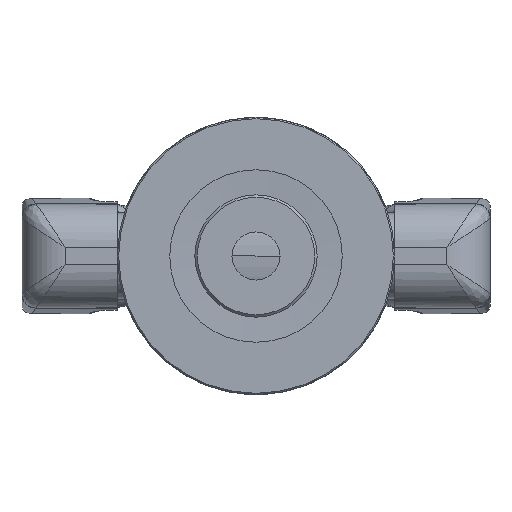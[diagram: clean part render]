
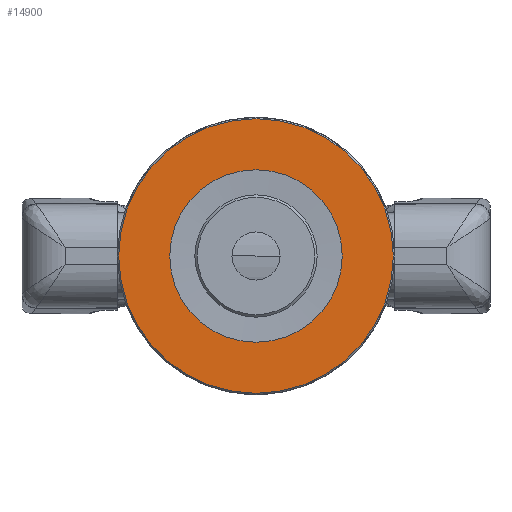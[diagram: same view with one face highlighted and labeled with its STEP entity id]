
A CAD part, front view. The second image highlights one B-rep face of the part: STEP entity #14900.
In plain terms, the highlighted face is planar.
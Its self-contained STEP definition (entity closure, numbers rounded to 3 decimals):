
#120=FACE_BOUND('',#4389,.T.);
#2784=PLANE('',#15957);
#3461=FACE_OUTER_BOUND('',#4388,.T.);
#4388=EDGE_LOOP('',(#12516));
#4389=EDGE_LOOP('',(#12517));
#5016=CIRCLE('',#15954,22.3);
#5018=CIRCLE('',#15958,14.);
#6892=VERTEX_POINT('',#41270);
#6894=VERTEX_POINT('',#41276);
#8874=EDGE_CURVE('',#6892,#6892,#5016,.T.);
#8876=EDGE_CURVE('',#6894,#6894,#5018,.T.);
#12516=ORIENTED_EDGE('',*,*,#8874,.F.);
#12517=ORIENTED_EDGE('',*,*,#8876,.F.);
#14900=ADVANCED_FACE('',(#3461,#120),#2784,.F.);
#15954=AXIS2_PLACEMENT_3D('',#41271,#18024,#18025);
#15957=AXIS2_PLACEMENT_3D('',#41275,#18030,#18031);
#15958=AXIS2_PLACEMENT_3D('',#41277,#18032,#18033);
#18024=DIRECTION('center_axis',(0.,0.,1.));
#18025=DIRECTION('ref_axis',(-1.,0.,0.));
#18030=DIRECTION('center_axis',(0.,0.,1.));
#18031=DIRECTION('ref_axis',(1.,0.,0.));
#18032=DIRECTION('center_axis',(0.,0.,-1.));
#18033=DIRECTION('ref_axis',(-1.,0.,0.));
#41270=CARTESIAN_POINT('',(22.3,0.,0.));
#41271=CARTESIAN_POINT('Origin',(0.,0.,0.));
#41275=CARTESIAN_POINT('Origin',(0.,0.,0.));
#41276=CARTESIAN_POINT('',(14.,0.,0.));
#41277=CARTESIAN_POINT('Origin',(0.,0.,0.));
